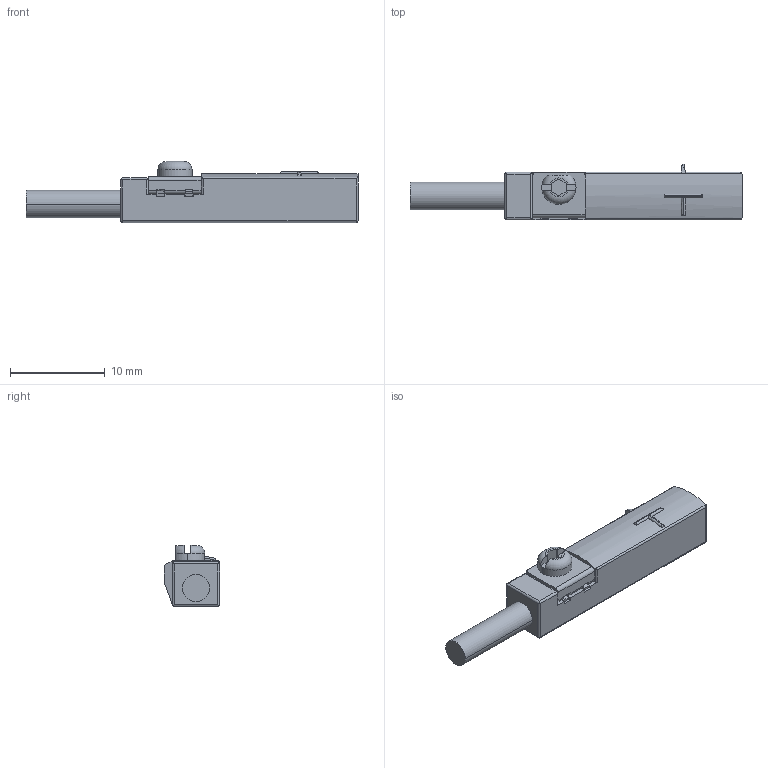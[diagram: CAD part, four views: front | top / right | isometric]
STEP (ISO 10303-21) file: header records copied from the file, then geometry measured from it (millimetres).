
FILE_DESCRIPTION(/* description */ ('Alibre Inc.'),/* implementation_level */ '2;1');
FILE_NAME(/* name */ 'export-52AD3971-E1C5-47C8-B298-0C483634650E',/* time_stamp */ '2020-07-09T15:33:03+02:00',/* author */ (''),/* organization */ (''),/* preprocessor_version */ 'ST-DEVELOPER v17',/* originating_system */ 'Alibre',/* authorisation */ '');
FILE_SCHEMA (('AUTOMOTIVE_DESIGN'));
Length unit declared in the file: millimetre
Products named in the file (1): 1
Bounding box: 35 x 5.85 x 6.44 mm (x, y, z)
Volume: 667.8 mm3; surface area: 759.9 mm2
Topology: 1 solids, 1 shells, 215 faces, 624 edges, 407 vertices
Faces by surface type: plane 134, cylinder 77, torus 4
Entity records: 7285 total; most frequent: CARTESIAN_POINT 1710, ORIENTED_EDGE 1248, DIRECTION 1023, EDGE_CURVE 624, VECTOR 423, LINE 423, VERTEX_POINT 407, AXIS2_PLACEMENT_3D 358
